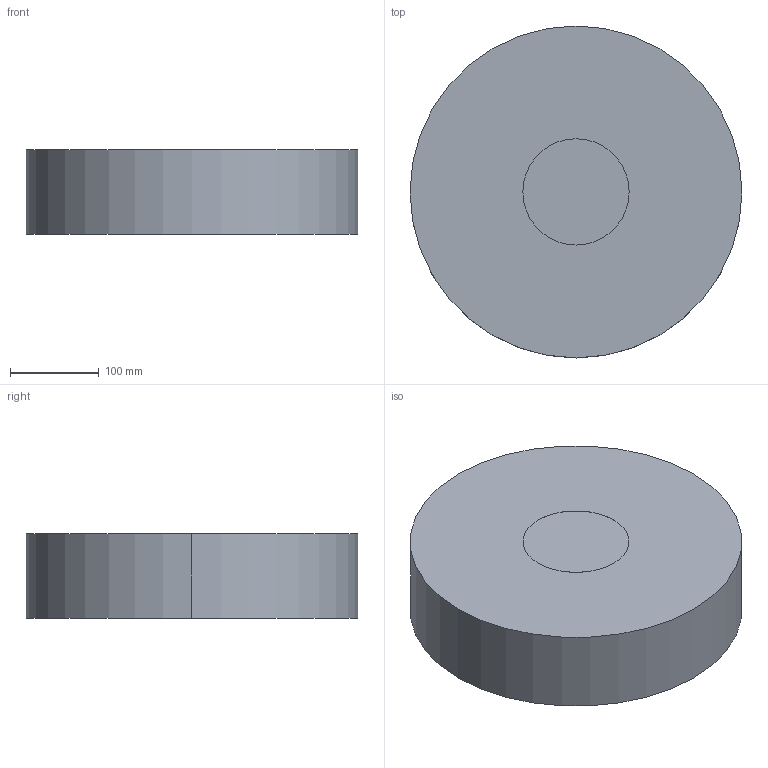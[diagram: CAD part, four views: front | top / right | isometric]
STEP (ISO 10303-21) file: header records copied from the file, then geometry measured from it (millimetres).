
FILE_DESCRIPTION(('STEP AP214'),'1');
FILE_NAME('Stage5_704MHz_cavity.stp','2025-02-14T10:10:47',('cabarbag'),(' '),'Spatial InterOp 3D','CST ACIS InterOp Converter 2021',' ');
FILE_SCHEMA(('AUTOMOTIVE_DESIGN { 1 0 10303 214 1 1 1 1 }'));
Length unit declared in the file: millimetre
Products named in the file (1): Vacuum|Half_cell_dx
Bounding box: 374.64 x 374.64 x 95.06 mm (x, y, z)
Volume: 10478703.7 mm3; surface area: 1024223.3 mm2
Topology: 5 solids, 5 shells, 40 faces, 72 edges, 46 vertices
Faces by surface type: plane 14, cylinder 10, revolution 8, torus 8
Entity records: 1153 total; most frequent: CARTESIAN_POINT 235, DIRECTION 216, ORIENTED_EDGE 144, AXIS2_PLACEMENT_3D 99, EDGE_CURVE 72, CIRCLE 54, EDGE_LOOP 46, VERTEX_POINT 46
